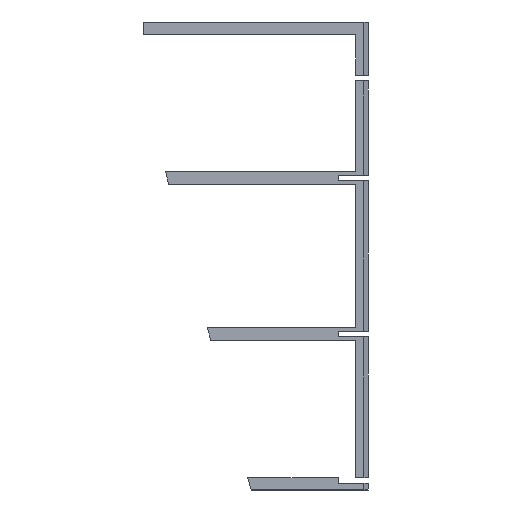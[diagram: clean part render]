
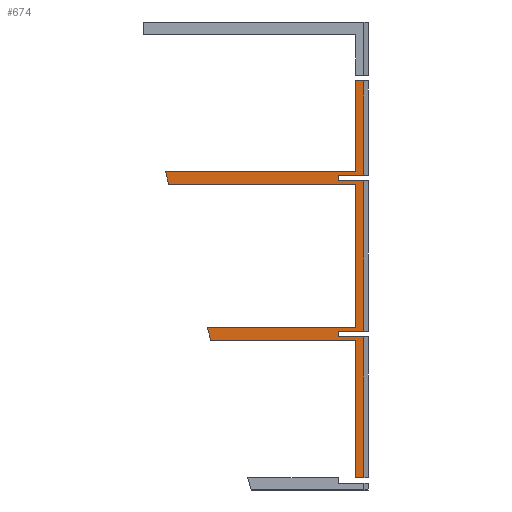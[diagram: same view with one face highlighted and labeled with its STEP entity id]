
A CAD part, top view. The second image highlights one B-rep face of the part: STEP entity #674.
In plain terms, the highlighted planar face has unit normal (0, 0, 1).
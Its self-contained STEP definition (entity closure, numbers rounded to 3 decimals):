
#36=CARTESIAN_POINT('Line Origine',(170.,-310.,6.)) ;
#40=CARTESIAN_POINT('Vertex',(170.,-365.,6.)) ;
#42=CARTESIAN_POINT('Vertex',(170.,-255.,6.)) ;
#76=CARTESIAN_POINT('Line Origine',(111.875,-255.,6.)) ;
#80=CARTESIAN_POINT('Vertex',(53.75,-255.,6.)) ;
#107=CARTESIAN_POINT('Line Origine',(52.406,-250.,6.)) ;
#111=CARTESIAN_POINT('Vertex',(51.063,-245.,6.)) ;
#138=CARTESIAN_POINT('Line Origine',(110.531,-245.,6.)) ;
#142=CARTESIAN_POINT('Vertex',(170.,-245.,6.)) ;
#164=CARTESIAN_POINT('Line Origine',(170.,-187.5,6.)) ;
#168=CARTESIAN_POINT('Vertex',(170.,-130.,6.)) ;
#195=CARTESIAN_POINT('Line Origine',(95.078,-130.,6.)) ;
#199=CARTESIAN_POINT('Vertex',(20.156,-130.,6.)) ;
#221=CARTESIAN_POINT('Line Origine',(18.813,-125.,6.)) ;
#225=CARTESIAN_POINT('Vertex',(17.469,-120.,6.)) ;
#252=CARTESIAN_POINT('Line Origine',(93.734,-120.,6.)) ;
#256=CARTESIAN_POINT('Vertex',(170.,-120.,6.)) ;
#278=CARTESIAN_POINT('Line Origine',(170.,-83.625,6.)) ;
#282=CARTESIAN_POINT('Vertex',(170.,-47.25,6.)) ;
#309=CARTESIAN_POINT('Line Origine',(156.,-125.,6.)) ;
#313=CARTESIAN_POINT('Vertex',(156.,-122.75,6.)) ;
#315=CARTESIAN_POINT('Vertex',(156.,-127.25,6.)) ;
#344=CARTESIAN_POINT('Line Origine',(156.,-250.,6.)) ;
#348=CARTESIAN_POINT('Vertex',(156.,-247.75,6.)) ;
#350=CARTESIAN_POINT('Vertex',(156.,-252.25,6.)) ;
#473=CARTESIAN_POINT('Vertex',(176.536,-47.25,6.)) ;
#476=CARTESIAN_POINT('Line Origine',(173.268,-47.25,6.)) ;
#497=CARTESIAN_POINT('Vertex',(176.536,-122.75,6.)) ;
#500=CARTESIAN_POINT('Line Origine',(166.268,-122.75,6.)) ;
#517=CARTESIAN_POINT('Line Origine',(176.536,-206.125,6.)) ;
#538=CARTESIAN_POINT('Vertex',(176.536,-127.25,6.)) ;
#541=CARTESIAN_POINT('Line Origine',(166.268,-127.25,6.)) ;
#562=CARTESIAN_POINT('Vertex',(176.536,-247.75,6.)) ;
#565=CARTESIAN_POINT('Line Origine',(166.268,-247.75,6.)) ;
#582=CARTESIAN_POINT('Line Origine',(176.536,-206.125,6.)) ;
#603=CARTESIAN_POINT('Vertex',(176.536,-365.,6.)) ;
#606=CARTESIAN_POINT('Line Origine',(173.268,-365.,6.)) ;
#627=CARTESIAN_POINT('Vertex',(176.536,-252.25,6.)) ;
#630=CARTESIAN_POINT('Line Origine',(166.268,-252.25,6.)) ;
#642=CARTESIAN_POINT('Axis2P3D Location',(0.,0.,6.)) ;
#647=CARTESIAN_POINT('Line Origine',(176.536,-308.625,6.)) ;
#38=VECTOR('Line Direction',#37,1.) ;
#78=VECTOR('Line Direction',#77,1.) ;
#109=VECTOR('Line Direction',#108,1.) ;
#140=VECTOR('Line Direction',#139,1.) ;
#166=VECTOR('Line Direction',#165,1.) ;
#197=VECTOR('Line Direction',#196,1.) ;
#223=VECTOR('Line Direction',#222,1.) ;
#254=VECTOR('Line Direction',#253,1.) ;
#280=VECTOR('Line Direction',#279,1.) ;
#311=VECTOR('Line Direction',#310,1.) ;
#346=VECTOR('Line Direction',#345,1.) ;
#478=VECTOR('Line Direction',#477,1.) ;
#502=VECTOR('Line Direction',#501,1.) ;
#519=VECTOR('Line Direction',#518,1.) ;
#543=VECTOR('Line Direction',#542,1.) ;
#567=VECTOR('Line Direction',#566,1.) ;
#584=VECTOR('Line Direction',#583,1.) ;
#608=VECTOR('Line Direction',#607,1.) ;
#632=VECTOR('Line Direction',#631,1.) ;
#649=VECTOR('Line Direction',#648,1.) ;
#37=DIRECTION('Vector Direction',(0.,-1.,0.)) ;
#77=DIRECTION('Vector Direction',(1.,0.,0.)) ;
#108=DIRECTION('Vector Direction',(-0.26,0.966,0.)) ;
#139=DIRECTION('Vector Direction',(-1.,0.,0.)) ;
#165=DIRECTION('Vector Direction',(0.,-1.,0.)) ;
#196=DIRECTION('Vector Direction',(1.,0.,0.)) ;
#222=DIRECTION('Vector Direction',(-0.26,0.966,0.)) ;
#253=DIRECTION('Vector Direction',(-1.,0.,0.)) ;
#279=DIRECTION('Vector Direction',(0.,-1.,0.)) ;
#310=DIRECTION('Vector Direction',(0.,1.,0.)) ;
#345=DIRECTION('Vector Direction',(0.,1.,0.)) ;
#477=DIRECTION('Vector Direction',(1.,0.,0.)) ;
#501=DIRECTION('Vector Direction',(-1.,0.,0.)) ;
#518=DIRECTION('Vector Direction',(0.,1.,0.)) ;
#542=DIRECTION('Vector Direction',(1.,0.,0.)) ;
#566=DIRECTION('Vector Direction',(-1.,0.,0.)) ;
#583=DIRECTION('Vector Direction',(0.,1.,0.)) ;
#607=DIRECTION('Vector Direction',(-1.,0.,0.)) ;
#631=DIRECTION('Vector Direction',(1.,0.,0.)) ;
#643=DIRECTION('Axis2P3D Direction',(0.,0.,-1.)) ;
#644=DIRECTION('Axis2P3D XDirection',(1.,0.,0.)) ;
#648=DIRECTION('Vector Direction',(0.,1.,0.)) ;
#645=AXIS2_PLACEMENT_3D('Plane Axis2P3D',#642,#643,#644) ;
#39=LINE('Line',#36,#38) ;
#79=LINE('Line',#76,#78) ;
#110=LINE('Line',#107,#109) ;
#141=LINE('Line',#138,#140) ;
#167=LINE('Line',#164,#166) ;
#198=LINE('Line',#195,#197) ;
#224=LINE('Line',#221,#223) ;
#255=LINE('Line',#252,#254) ;
#281=LINE('Line',#278,#280) ;
#312=LINE('Line',#309,#311) ;
#347=LINE('Line',#344,#346) ;
#479=LINE('Line',#476,#478) ;
#503=LINE('Line',#500,#502) ;
#520=LINE('Line',#517,#519) ;
#544=LINE('Line',#541,#543) ;
#568=LINE('Line',#565,#567) ;
#585=LINE('Line',#582,#584) ;
#609=LINE('Line',#606,#608) ;
#633=LINE('Line',#630,#632) ;
#650=LINE('Line',#647,#649) ;
#646=PLANE('',#645) ;
#44=EDGE_CURVE('',#41,#43,#39,.F.) ;
#82=EDGE_CURVE('',#43,#81,#79,.F.) ;
#113=EDGE_CURVE('',#81,#112,#110,.T.) ;
#144=EDGE_CURVE('',#112,#143,#141,.F.) ;
#170=EDGE_CURVE('',#143,#169,#167,.F.) ;
#201=EDGE_CURVE('',#169,#200,#198,.F.) ;
#227=EDGE_CURVE('',#200,#226,#224,.T.) ;
#258=EDGE_CURVE('',#226,#257,#255,.F.) ;
#284=EDGE_CURVE('',#257,#283,#281,.F.) ;
#317=EDGE_CURVE('',#314,#316,#312,.F.) ;
#352=EDGE_CURVE('',#349,#351,#347,.F.) ;
#480=EDGE_CURVE('',#283,#474,#479,.T.) ;
#504=EDGE_CURVE('',#498,#314,#503,.T.) ;
#521=EDGE_CURVE('',#474,#498,#520,.F.) ;
#545=EDGE_CURVE('',#316,#539,#544,.T.) ;
#569=EDGE_CURVE('',#563,#349,#568,.T.) ;
#586=EDGE_CURVE('',#539,#563,#585,.F.) ;
#610=EDGE_CURVE('',#604,#41,#609,.T.) ;
#634=EDGE_CURVE('',#351,#628,#633,.T.) ;
#651=EDGE_CURVE('',#628,#604,#650,.F.) ;
#653=ORIENTED_EDGE('',*,*,#651,.F.) ;
#654=ORIENTED_EDGE('',*,*,#634,.F.) ;
#655=ORIENTED_EDGE('',*,*,#352,.F.) ;
#656=ORIENTED_EDGE('',*,*,#569,.F.) ;
#657=ORIENTED_EDGE('',*,*,#586,.F.) ;
#658=ORIENTED_EDGE('',*,*,#545,.F.) ;
#659=ORIENTED_EDGE('',*,*,#317,.F.) ;
#660=ORIENTED_EDGE('',*,*,#504,.F.) ;
#661=ORIENTED_EDGE('',*,*,#521,.F.) ;
#662=ORIENTED_EDGE('',*,*,#480,.F.) ;
#663=ORIENTED_EDGE('',*,*,#284,.F.) ;
#664=ORIENTED_EDGE('',*,*,#258,.F.) ;
#665=ORIENTED_EDGE('',*,*,#227,.F.) ;
#666=ORIENTED_EDGE('',*,*,#201,.F.) ;
#667=ORIENTED_EDGE('',*,*,#170,.F.) ;
#668=ORIENTED_EDGE('',*,*,#144,.F.) ;
#669=ORIENTED_EDGE('',*,*,#113,.F.) ;
#670=ORIENTED_EDGE('',*,*,#82,.F.) ;
#671=ORIENTED_EDGE('',*,*,#44,.F.) ;
#672=ORIENTED_EDGE('',*,*,#610,.F.) ;
#652=EDGE_LOOP('',(#653,#654,#655,#656,#657,#658,#659,#660,#661,#662,#663,#664,#665,#666,#667,#668,#669,#670,#671,#672)) ;
#41=VERTEX_POINT('',#40) ;
#43=VERTEX_POINT('',#42) ;
#81=VERTEX_POINT('',#80) ;
#112=VERTEX_POINT('',#111) ;
#143=VERTEX_POINT('',#142) ;
#169=VERTEX_POINT('',#168) ;
#200=VERTEX_POINT('',#199) ;
#226=VERTEX_POINT('',#225) ;
#257=VERTEX_POINT('',#256) ;
#283=VERTEX_POINT('',#282) ;
#314=VERTEX_POINT('',#313) ;
#316=VERTEX_POINT('',#315) ;
#349=VERTEX_POINT('',#348) ;
#351=VERTEX_POINT('',#350) ;
#474=VERTEX_POINT('',#473) ;
#498=VERTEX_POINT('',#497) ;
#539=VERTEX_POINT('',#538) ;
#563=VERTEX_POINT('',#562) ;
#604=VERTEX_POINT('',#603) ;
#628=VERTEX_POINT('',#627) ;
#674=ADVANCED_FACE('PartBody',(#673),#646,.F.) ;
#673=FACE_OUTER_BOUND('',#652,.T.) ;
